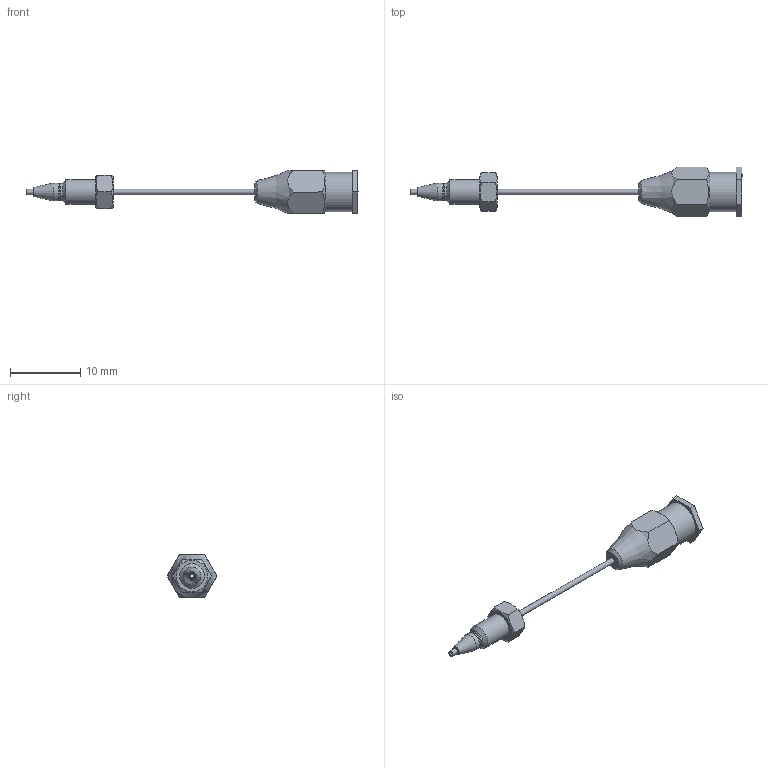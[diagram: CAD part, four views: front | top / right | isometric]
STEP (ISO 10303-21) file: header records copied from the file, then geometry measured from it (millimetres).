
FILE_DESCRIPTION((''),'2;1');
FILE_NAME('305096.stp','2010-06-10T14:23:41',('Franzp'),(''),'Autodesk Inventor 2009','Autodesk Inventor 2009','');
FILE_SCHEMA(('AUTOMOTIVE_DESIGN { 1 0 10303 214 1 1 1 1 }'));
Length unit declared in the file: millimetre
Products named in the file (4): 305096; 313173; 310112; 310111
Assembly tree (3 placements, depth 2):
  305096
    313173
    310112
    310111
Bounding box: 47.2 x 7.04 x 6.1 mm (x, y, z)
Volume: 347.3 mm3; surface area: 763.6 mm2
Topology: 3 solids, 3 shells, 53 faces, 117 edges, 74 vertices
Faces by surface type: plane 28, bspline 9, cone 8, cylinder 5, torus 3
Full cylindrical faces by diameter (mm): 0.787 x1, 2.54 x2, 3.505 x1, 5.588 x1
Entity records: 1750 total; most frequent: CARTESIAN_POINT 680, DIRECTION 192, ORIENTED_EDGE 172, EDGE_LOOP 88, EDGE_CURVE 86, AXIS2_PLACEMENT_3D 81, VERTEX_POINT 68, FACE_OUTER_BOUND 53
